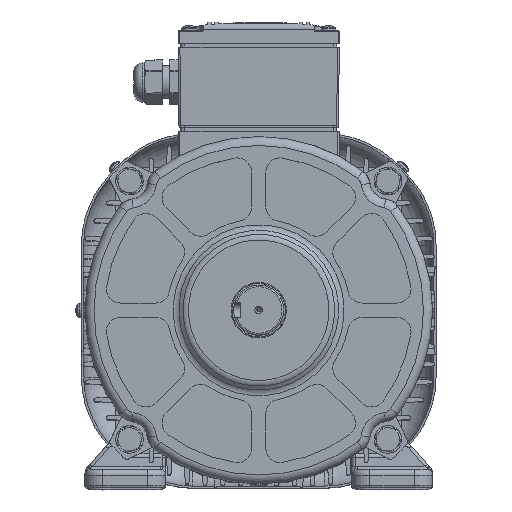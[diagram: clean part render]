
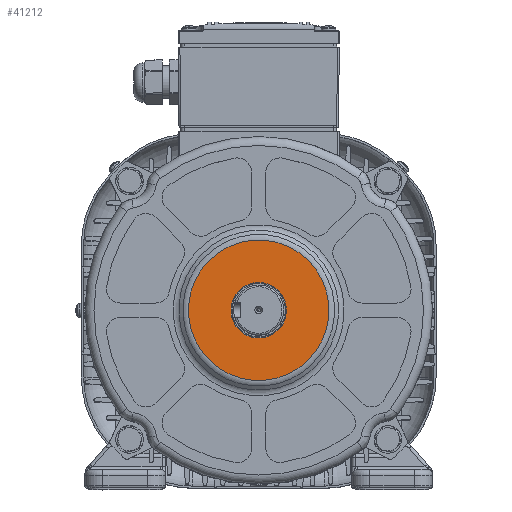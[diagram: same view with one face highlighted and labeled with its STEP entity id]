
A CAD part, top view. The second image highlights one B-rep face of the part: STEP entity #41212.
In plain terms, the highlighted face is planar.
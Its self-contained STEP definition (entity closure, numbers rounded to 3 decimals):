
#38619=CARTESIAN_POINT('',(0.0,0.,15.5));
#38620=VERTEX_POINT('',#38619);
#38621=CARTESIAN_POINT('',(0.0,0.0,0.0));
#38622=DIRECTION('',(-1.0,0.0,0.0));
#38623=DIRECTION('',(0.0,0.0,-1.0));
#38624=AXIS2_PLACEMENT_3D('',#38621,#38622,#38623);
#38625=CIRCLE('',#38624,15.5);
#38626=EDGE_CURVE('',#38620,#38620,#38625,.T.);
#41158=CARTESIAN_POINT('',(0.0,-39.246,0.0));
#41159=VERTEX_POINT('',#41158);
#41160=CARTESIAN_POINT('',(0.0,0.0,0.0));
#41161=DIRECTION('',(-1.0,0.0,0.0));
#41162=DIRECTION('',(0.0,1.0,0.0));
#41163=AXIS2_PLACEMENT_3D('',#41160,#41161,#41162);
#41164=CIRCLE('',#41163,39.246);
#41165=EDGE_CURVE('',#41159,#41159,#41164,.T.);
#41201=CARTESIAN_POINT('',(0.0,-27.75,0.0));
#41202=DIRECTION('',(1.0,0.0,0.0));
#41203=DIRECTION('',(0.0,0.0,-1.0));
#41204=AXIS2_PLACEMENT_3D('',#41201,#41202,#41203);
#41205=PLANE('',#41204);
#41206=ORIENTED_EDGE('',*,*,#41165,.F.);
#41207=EDGE_LOOP('',(#41206));
#41208=FACE_OUTER_BOUND('',#41207,.T.);
#41209=ORIENTED_EDGE('',*,*,#38626,.T.);
#41210=EDGE_LOOP('',(#41209));
#41211=FACE_BOUND('',#41210,.T.);
#41212=ADVANCED_FACE('',(#41208,#41211),#41205,.T.);
